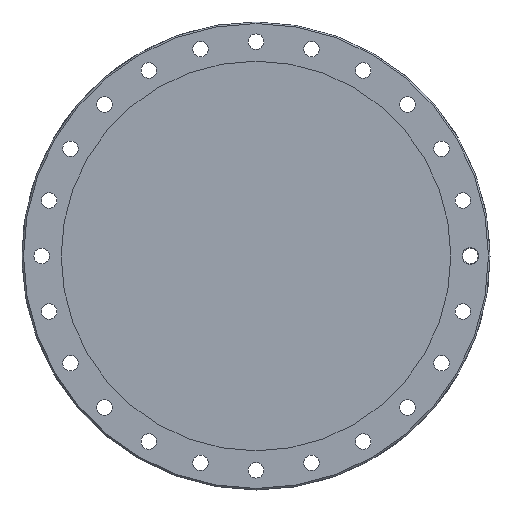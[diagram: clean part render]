
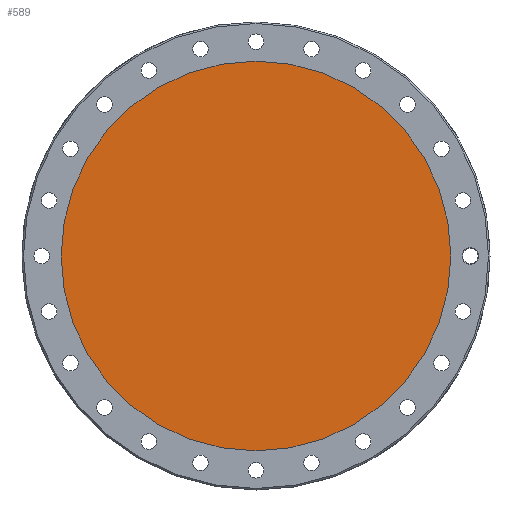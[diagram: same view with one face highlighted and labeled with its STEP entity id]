
A CAD part, front view. The second image highlights one B-rep face of the part: STEP entity #589.
In plain terms, the highlighted planar face has unit normal (0, -1, 0).
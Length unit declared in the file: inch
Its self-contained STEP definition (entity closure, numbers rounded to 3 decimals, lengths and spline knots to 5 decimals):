
#153 = AXIS2_PLACEMENT_3D ( 'NONE', #2989, #813, #2349 ) ;
#525 = CIRCLE ( 'NONE', #1045, 4.15 ) ;
#589 = ADVANCED_FACE ( 'NONE', ( #869 ), #2533, .T. ) ;
#611 = DIRECTION ( 'NONE',  ( 0.547, 0., -0.837 ) ) ;
#616 = ORIENTED_EDGE ( 'NONE', *, *, #798, .T. ) ;
#650 = AXIS2_PLACEMENT_3D ( 'NONE', #850, #2777, #611 ) ;
#798 = EDGE_CURVE ( 'NONE', #1302, #2812, #1674, .T. ) ;
#813 = DIRECTION ( 'NONE',  ( 0., -1., 0. ) ) ;
#850 = CARTESIAN_POINT ( 'NONE',  ( 0., 0.056, 0. ) ) ;
#869 = FACE_OUTER_BOUND ( 'NONE', #2750, .T. ) ;
#1045 = AXIS2_PLACEMENT_3D ( 'NONE', #2740, #1537, #1796 ) ;
#1065 = EDGE_CURVE ( 'NONE', #2812, #1302, #525, .T. ) ;
#1302 = VERTEX_POINT ( 'NONE', #1922 ) ;
#1537 = DIRECTION ( 'NONE',  ( 0., -1., 0. ) ) ;
#1674 = CIRCLE ( 'NONE', #153, 4.15 ) ;
#1793 = ORIENTED_EDGE ( 'NONE', *, *, #1065, .T. ) ;
#1796 = DIRECTION ( 'NONE',  ( 0., 0., -1. ) ) ;
#1922 = CARTESIAN_POINT ( 'NONE',  ( 0., 0.056, 4.15 ) ) ;
#2349 = DIRECTION ( 'NONE',  ( 0., 0., -1. ) ) ;
#2524 = CARTESIAN_POINT ( 'NONE',  ( 0., 0.056, -4.15 ) ) ;
#2533 = PLANE ( 'NONE',  #650 ) ;
#2740 = CARTESIAN_POINT ( 'NONE',  ( 0., 0.056, 0. ) ) ;
#2750 = EDGE_LOOP ( 'NONE', ( #1793, #616 ) ) ;
#2777 = DIRECTION ( 'NONE',  ( 0., -1., 0. ) ) ;
#2812 = VERTEX_POINT ( 'NONE', #2524 ) ;
#2989 = CARTESIAN_POINT ( 'NONE',  ( 0., 0.056, 0. ) ) ;
